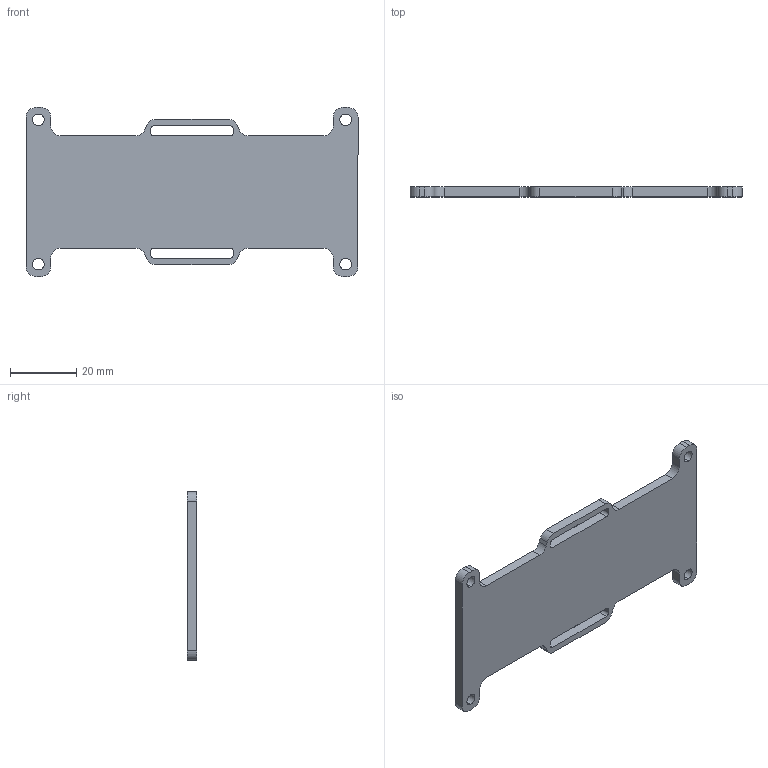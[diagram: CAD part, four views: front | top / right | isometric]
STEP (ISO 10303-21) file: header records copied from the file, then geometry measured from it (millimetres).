
FILE_DESCRIPTION (( 'STEP AP214' ), '1' );
FILE_NAME ('battey adopat P2.STEP', '2023-10-30T11:39:53', ( '' ), ( '' ), 'SwSTEP 2.0', 'SolidWorks 2021', '' );
FILE_SCHEMA (( 'AUTOMOTIVE_DESIGN' ));
Length unit declared in the file: millimetre
Products named in the file (1): battey adopat P2
Bounding box: 100.5 x 3 x 51.2 mm (x, y, z)
Volume: 11281.5 mm3; surface area: 8974.5 mm2
Topology: 1 solids, 1 shells, 66 faces, 192 edges, 128 vertices
Faces by surface type: cylinder 36, plane 30
Entity records: 2266 total; most frequent: DIRECTION 398, CARTESIAN_POINT 387, ORIENTED_EDGE 384, EDGE_CURVE 192, AXIS2_PLACEMENT_3D 139, VERTEX_POINT 128, LINE 120, VECTOR 120
